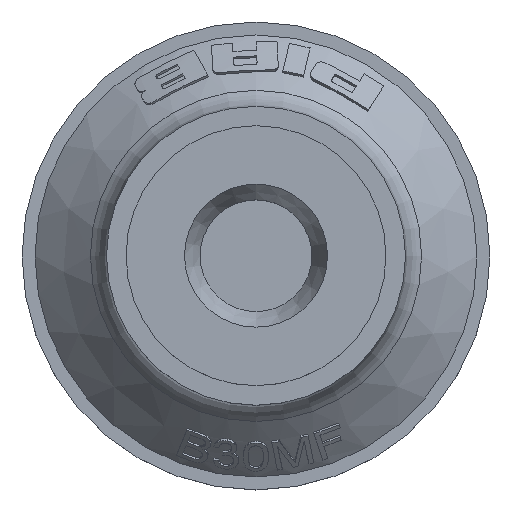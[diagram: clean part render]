
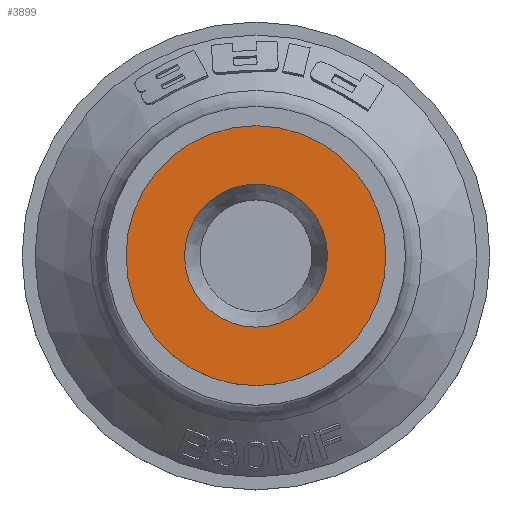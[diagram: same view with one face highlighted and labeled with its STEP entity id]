
A CAD part, top view. The second image highlights one B-rep face of the part: STEP entity #3899.
In plain terms, the highlighted planar face has unit normal (0, 0, 1).
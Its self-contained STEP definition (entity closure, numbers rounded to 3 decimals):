
#180=PLANE('',#4091);
#191=CIRCLE('',#4089,5.5);
#193=CIRCLE('',#4092,10.);
#309=ORIENTED_EDGE('',*,*,#1175,.T.);
#310=ORIENTED_EDGE('',*,*,#1173,.F.);
#1173=EDGE_CURVE('',#1606,#1606,#191,.T.);
#1175=EDGE_CURVE('',#1608,#1608,#193,.T.);
#1606=VERTEX_POINT('',#4777);
#1608=VERTEX_POINT('',#4782);
#2230=EDGE_LOOP('',(#309));
#2231=EDGE_LOOP('',(#310));
#2443=FACE_BOUND('',#2230,.T.);
#2444=FACE_BOUND('',#2231,.T.);
#3899=ADVANCED_FACE('',(#2443,#2444),#180,.T.);
#4089=AXIS2_PLACEMENT_3D('',#4776,#4161,#4162);
#4091=AXIS2_PLACEMENT_3D('',#4780,#4165,#4166);
#4092=AXIS2_PLACEMENT_3D('',#4781,#4167,#4168);
#4161=DIRECTION('',(0.,0.,1.));
#4162=DIRECTION('',(1.,0.,0.));
#4165=DIRECTION('',(0.,0.,1.));
#4166=DIRECTION('',(1.,0.,0.));
#4167=DIRECTION('',(0.,0.,1.));
#4168=DIRECTION('',(1.,0.,0.));
#4776=CARTESIAN_POINT('',(0.,0.,26.));
#4777=CARTESIAN_POINT('',(5.5,0.,26.));
#4780=CARTESIAN_POINT('',(5.5,0.,26.));
#4781=CARTESIAN_POINT('',(0.,0.,26.));
#4782=CARTESIAN_POINT('',(10.,0.,26.));
